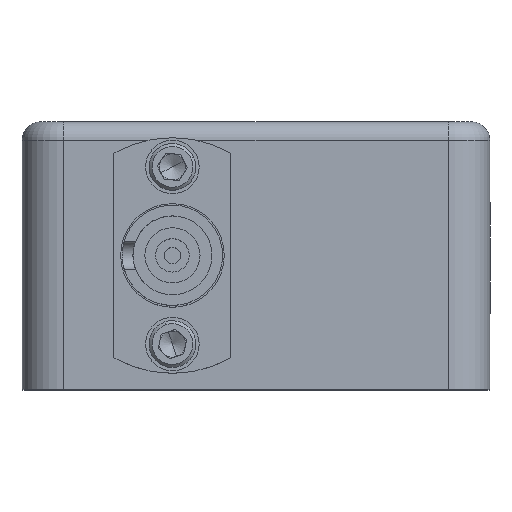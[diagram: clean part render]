
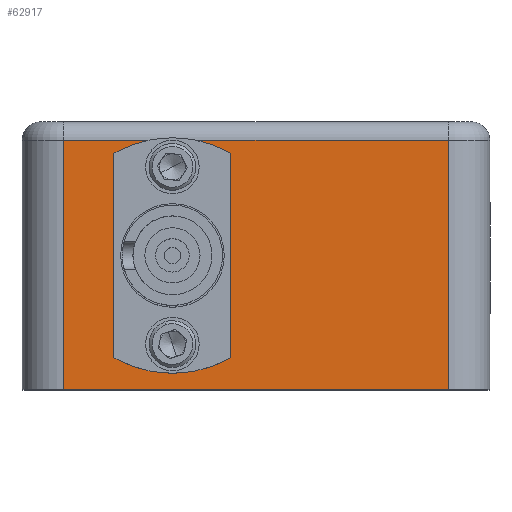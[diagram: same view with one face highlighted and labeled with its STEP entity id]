
A CAD part, top view. The second image highlights one B-rep face of the part: STEP entity #62917.
In plain terms, the highlighted planar face has unit normal (0, 0, 1).
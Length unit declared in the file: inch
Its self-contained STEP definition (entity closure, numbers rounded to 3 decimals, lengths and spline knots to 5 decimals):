
#16618 = CIRCLE ( 'NONE', #17662, 0.035 ) ;
#16632 = CIRCLE ( 'NONE', #17664, 0.035 ) ;
#16655 = CIRCLE ( 'NONE', #17666, 0.16 ) ;
#17662 = AXIS2_PLACEMENT_3D ( 'NONE', #19983, #19985, #19987 ) ;
#17664 = AXIS2_PLACEMENT_3D ( 'NONE', #20010, #20012, #20014 ) ;
#17666 = AXIS2_PLACEMENT_3D ( 'NONE', #20026, #20027, #20028 ) ;
#17708 = AXIS2_PLACEMENT_3D ( 'NONE', #26636, #26637, #26638 ) ;
#17709 = AXIS2_PLACEMENT_3D ( 'NONE', #26641, #26642, #26643 ) ;
#17710 = AXIS2_PLACEMENT_3D ( 'NONE', #26646, #26647, #26648 ) ;
#19983 = CARTESIAN_POINT ( 'NONE',  ( -0.25, 0.135, 0. ) ) ;
#19985 = DIRECTION ( 'NONE',  ( 0., 0., 1. ) ) ;
#19987 = DIRECTION ( 'NONE',  ( 1., 0., 0. ) ) ;
#20010 = CARTESIAN_POINT ( 'NONE',  ( -0.25, 0.665, 0. ) ) ;
#20012 = DIRECTION ( 'NONE',  ( 0., 0., 1. ) ) ;
#20014 = DIRECTION ( 'NONE',  ( 1., 0., 0. ) ) ;
#20026 = CARTESIAN_POINT ( 'NONE',  ( -0.25, 0.4, 0. ) ) ;
#20027 = DIRECTION ( 'NONE',  ( 0., 0., 1. ) ) ;
#20028 = DIRECTION ( 'NONE',  ( 1., 0., 0. ) ) ;
#22384 = AXIS2_PLACEMENT_3D ( 'NONE', #58783, #58784, #58789 ) ;
#23101 = LINE ( 'NONE', #26602, #23105 ) ;
#23105 = VECTOR ( 'NONE', #26598, 39.37008 ) ;
#23135 = CIRCLE ( 'NONE', #17708, 0.035 ) ;
#23139 = CIRCLE ( 'NONE', #17709, 0.035 ) ;
#23141 = CIRCLE ( 'NONE', #17710, 0.16 ) ;
#23143 = LINE ( 'NONE', #26639, #23147 ) ;
#23145 = LINE ( 'NONE', #26649, #23151 ) ;
#23147 = VECTOR ( 'NONE', #26640, 39.37008 ) ;
#23149 = LINE ( 'NONE', #26651, #23155 ) ;
#23151 = VECTOR ( 'NONE', #26650, 39.37008 ) ;
#23155 = VECTOR ( 'NONE', #26652, 39.37008 ) ;
#26598 = DIRECTION ( 'NONE',  ( 1., 0., 0. ) ) ;
#26602 = CARTESIAN_POINT ( 'NONE',  ( -0.7, 0., 0. ) ) ;
#26636 = CARTESIAN_POINT ( 'NONE',  ( -0.25, 0.135, 0. ) ) ;
#26637 = DIRECTION ( 'NONE',  ( 0., 0., 1. ) ) ;
#26638 = DIRECTION ( 'NONE',  ( 1., 0., 0. ) ) ;
#26639 = CARTESIAN_POINT ( 'NONE',  ( 0.575, 0.8, 0. ) ) ;
#26640 = DIRECTION ( 'NONE',  ( 0., 1., 0. ) ) ;
#26641 = CARTESIAN_POINT ( 'NONE',  ( -0.25, 0.665, 0. ) ) ;
#26642 = DIRECTION ( 'NONE',  ( 0., 0., 1. ) ) ;
#26643 = DIRECTION ( 'NONE',  ( 1., 0., 0. ) ) ;
#26646 = CARTESIAN_POINT ( 'NONE',  ( -0.25, 0.4, 0. ) ) ;
#26647 = DIRECTION ( 'NONE',  ( 0., 0., 1. ) ) ;
#26648 = DIRECTION ( 'NONE',  ( 1., 0., 0. ) ) ;
#26649 = CARTESIAN_POINT ( 'NONE',  ( -0.575, 0.745, 0. ) ) ;
#26650 = DIRECTION ( 'NONE',  ( -1., 0., 0. ) ) ;
#26651 = CARTESIAN_POINT ( 'NONE',  ( -0.575, 0.8, 0. ) ) ;
#26652 = DIRECTION ( 'NONE',  ( 0., -1., 0. ) ) ;
#53777 = FACE_BOUND ( 'NONE', #94896, .T. ) ;
#53794 = FACE_BOUND ( 'NONE', #94798, .T. ) ;
#53796 = FACE_OUTER_BOUND ( 'NONE', #94890, .T. ) ;
#53797 = FACE_BOUND ( 'NONE', #94895, .T. ) ;
#58783 = CARTESIAN_POINT ( 'NONE',  ( -0.7, 0.8, 0. ) ) ;
#58784 = DIRECTION ( 'NONE',  ( 0., 0., -1. ) ) ;
#58787 = PLANE ( 'NONE',  #22384 ) ;
#58789 = DIRECTION ( 'NONE',  ( -1., 0., 0. ) ) ;
#62917 = ADVANCED_FACE ( 'NONE', ( #53794, #53797, #53777, #53796 ), #58787, .F. ) ;
#66117 = EDGE_CURVE ( 'NONE', #93179, #93180, #16618, .T. ) ;
#66131 = EDGE_CURVE ( 'NONE', #93183, #93184, #16632, .T. ) ;
#66148 = EDGE_CURVE ( 'NONE', #93188, #93189, #16655, .T. ) ;
#67154 = EDGE_CURVE ( 'NONE', #93988, #93991, #23101, .T. ) ;
#67195 = EDGE_CURVE ( 'NONE', #93180, #93179, #23135, .T. ) ;
#67197 = EDGE_CURVE ( 'NONE', #93184, #93183, #23139, .T. ) ;
#67200 = EDGE_CURVE ( 'NONE', #93189, #93188, #23141, .T. ) ;
#67205 = EDGE_CURVE ( 'NONE', #93991, #93994, #23143, .T. ) ;
#67208 = EDGE_CURVE ( 'NONE', #93994, #94004, #23145, .T. ) ;
#67211 = EDGE_CURVE ( 'NONE', #94004, #93988, #23149, .T. ) ;
#82214 = ORIENTED_EDGE ( 'NONE', *, *, #67195, .F. ) ;
#82215 = ORIENTED_EDGE ( 'NONE', *, *, #66117, .F. ) ;
#82216 = ORIENTED_EDGE ( 'NONE', *, *, #67197, .F. ) ;
#82217 = ORIENTED_EDGE ( 'NONE', *, *, #66131, .F. ) ;
#82218 = ORIENTED_EDGE ( 'NONE', *, *, #67200, .F. ) ;
#82219 = ORIENTED_EDGE ( 'NONE', *, *, #66148, .F. ) ;
#82220 = ORIENTED_EDGE ( 'NONE', *, *, #67205, .T. ) ;
#82221 = ORIENTED_EDGE ( 'NONE', *, *, #67208, .T. ) ;
#82222 = ORIENTED_EDGE ( 'NONE', *, *, #67211, .T. ) ;
#82223 = ORIENTED_EDGE ( 'NONE', *, *, #67154, .T. ) ;
#87827 = CARTESIAN_POINT ( 'NONE',  ( -0.285, 0.135, 0. ) ) ;
#87828 = CARTESIAN_POINT ( 'NONE',  ( -0.215, 0.135, 0. ) ) ;
#87831 = CARTESIAN_POINT ( 'NONE',  ( -0.285, 0.665, 0. ) ) ;
#87832 = CARTESIAN_POINT ( 'NONE',  ( -0.215, 0.665, 0. ) ) ;
#87836 = CARTESIAN_POINT ( 'NONE',  ( -0.41, 0.4, 0. ) ) ;
#87837 = CARTESIAN_POINT ( 'NONE',  ( -0.09, 0.4, 0. ) ) ;
#88938 = CARTESIAN_POINT ( 'NONE',  ( -0.575, 0., 0. ) ) ;
#88943 = CARTESIAN_POINT ( 'NONE',  ( 0.575, 0., 0. ) ) ;
#88948 = CARTESIAN_POINT ( 'NONE',  ( 0.575, 0.745, 0. ) ) ;
#88966 = CARTESIAN_POINT ( 'NONE',  ( -0.575, 0.745, 0. ) ) ;
#93179 = VERTEX_POINT ( 'NONE', #87827 ) ;
#93180 = VERTEX_POINT ( 'NONE', #87828 ) ;
#93183 = VERTEX_POINT ( 'NONE', #87831 ) ;
#93184 = VERTEX_POINT ( 'NONE', #87832 ) ;
#93188 = VERTEX_POINT ( 'NONE', #87836 ) ;
#93189 = VERTEX_POINT ( 'NONE', #87837 ) ;
#93988 = VERTEX_POINT ( 'NONE', #88938 ) ;
#93991 = VERTEX_POINT ( 'NONE', #88943 ) ;
#93994 = VERTEX_POINT ( 'NONE', #88948 ) ;
#94004 = VERTEX_POINT ( 'NONE', #88966 ) ;
#94798 = EDGE_LOOP ( 'NONE', ( #82214, #82215 ) ) ;
#94890 = EDGE_LOOP ( 'NONE', ( #82220, #82221, #82222, #82223 ) ) ;
#94895 = EDGE_LOOP ( 'NONE', ( #82216, #82217 ) ) ;
#94896 = EDGE_LOOP ( 'NONE', ( #82218, #82219 ) ) ;
